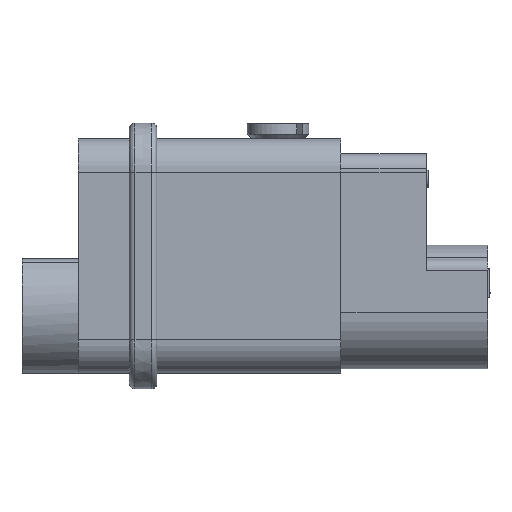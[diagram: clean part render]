
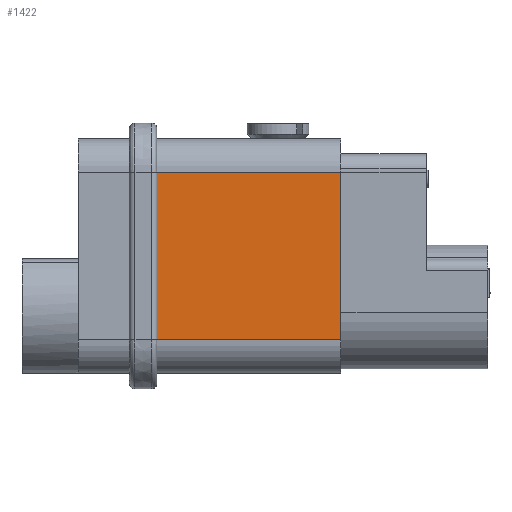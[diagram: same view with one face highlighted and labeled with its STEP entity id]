
A CAD part, left-side view. The second image highlights one B-rep face of the part: STEP entity #1422.
In plain terms, the highlighted planar face has unit normal (-1, 0, 0).
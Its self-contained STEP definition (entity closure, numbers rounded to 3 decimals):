
#1422=ADVANCED_FACE('',(#2053),#1736,.T.);
#1736=PLANE('',#8022);
#2053=FACE_OUTER_BOUND('',#2437,.T.);
#2437=EDGE_LOOP('',(#3874,#3875,#3876,#3877,#3878,#3879));
#3874=ORIENTED_EDGE('',*,*,#5901,.F.);
#3875=ORIENTED_EDGE('',*,*,#5902,.T.);
#3876=ORIENTED_EDGE('',*,*,#5898,.T.);
#3877=ORIENTED_EDGE('',*,*,#5896,.T.);
#3878=ORIENTED_EDGE('',*,*,#5835,.T.);
#3879=ORIENTED_EDGE('',*,*,#5903,.T.);
#4975=VERTEX_POINT('',#11999);
#4977=VERTEX_POINT('',#12003);
#5014=VERTEX_POINT('',#12366);
#5015=VERTEX_POINT('',#12370);
#5017=VERTEX_POINT('',#12376);
#5018=VERTEX_POINT('',#12377);
#5835=EDGE_CURVE('',#4975,#4977,#6672,.T.);
#5896=EDGE_CURVE('',#5014,#4975,#6711,.T.);
#5898=EDGE_CURVE('',#5015,#5014,#6712,.T.);
#5901=EDGE_CURVE('',#5017,#5018,#6714,.T.);
#5902=EDGE_CURVE('',#5017,#5015,#6715,.T.);
#5903=EDGE_CURVE('',#4977,#5018,#6716,.T.);
#6672=LINE('',#12004,#7374);
#6711=LINE('',#12365,#7413);
#6712=LINE('',#12369,#7414);
#6714=LINE('',#12375,#7416);
#6715=LINE('',#12378,#7417);
#6716=LINE('',#12379,#7418);
#7374=VECTOR('',#9461,1.);
#7413=VECTOR('',#9556,1.);
#7414=VECTOR('',#9561,1.);
#7416=VECTOR('',#9567,1.);
#7417=VECTOR('',#9568,1.);
#7418=VECTOR('',#9569,1.);
#8022=AXIS2_PLACEMENT_3D('',#12380,#9570,#9571);
#9461=DIRECTION('',(0.,0.,-1.));
#9556=DIRECTION('',(0.,0.,-1.));
#9561=DIRECTION('',(0.,1.,0.));
#9567=DIRECTION('',(0.,1.,0.));
#9568=DIRECTION('',(0.,0.,1.));
#9569=DIRECTION('',(0.,0.,-1.));
#9570=DIRECTION('',(-1.,0.,0.));
#9571=DIRECTION('',(0.,0.,1.));
#11999=CARTESIAN_POINT('',(-10.475,6.171,7.35));
#12003=CARTESIAN_POINT('',(-10.475,6.171,-7.55));
#12004=CARTESIAN_POINT('',(-10.475,6.171,7.35));
#12365=CARTESIAN_POINT('',(-10.475,6.171,7.375));
#12366=CARTESIAN_POINT('',(-10.475,6.171,7.375));
#12369=CARTESIAN_POINT('',(-10.475,-10.25,7.375));
#12370=CARTESIAN_POINT('',(-10.475,-10.25,7.375));
#12375=CARTESIAN_POINT('',(-10.475,-10.25,-7.575));
#12376=CARTESIAN_POINT('',(-10.475,-10.25,-7.575));
#12377=CARTESIAN_POINT('',(-10.475,6.171,-7.575));
#12378=CARTESIAN_POINT('',(-10.475,-10.25,-7.575));
#12379=CARTESIAN_POINT('',(-10.475,6.171,-7.55));
#12380=CARTESIAN_POINT('',(-10.475,-11.02,-7.675));
